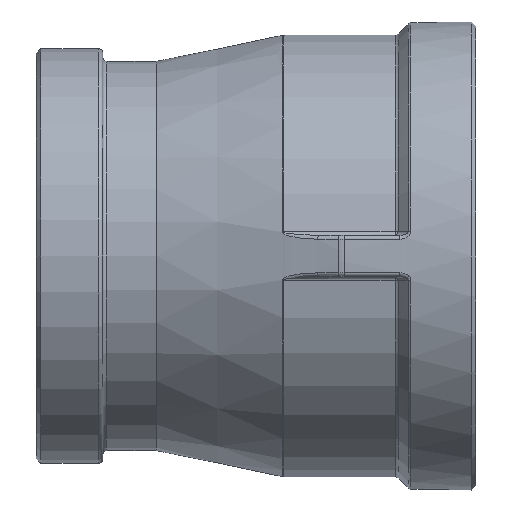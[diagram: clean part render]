
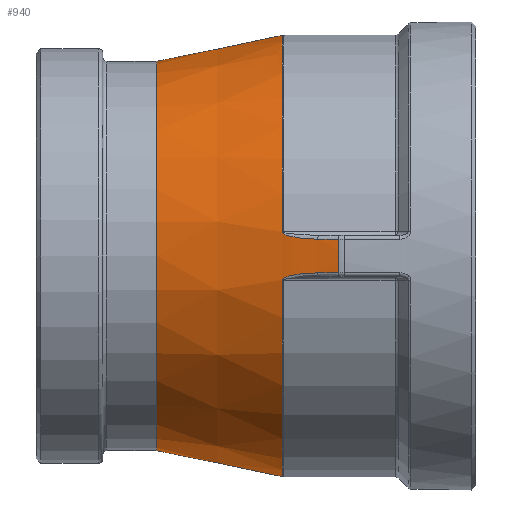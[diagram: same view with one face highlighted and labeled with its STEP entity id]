
A CAD part, left-side view. The second image highlights one B-rep face of the part: STEP entity #940.
In plain terms, the highlighted conical face has half-angle 12.024 degrees and reference radius 25.125 mm.
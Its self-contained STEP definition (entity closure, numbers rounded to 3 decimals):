
#20=LINE('',#1486,#44);
#26=LINE('',#1669,#50);
#34=LINE('',#1867,#58);
#38=LINE('',#2027,#62);
#44=VECTOR('',#1135,2.543);
#50=VECTOR('',#1175,2.543);
#58=VECTOR('',#1227,2.543);
#62=VECTOR('',#1261,2.543);
#68=B_SPLINE_CURVE_WITH_KNOTS('',3,(#1454,#1455,#1456,#1457,#1458,#1459,
#1460,#1461),.UNSPECIFIED.,.F.,.F.,(4,1,1,1,1,4),(0.,0.033,
0.066,0.132,0.263,0.461),
 .UNSPECIFIED.);
#74=B_SPLINE_CURVE_WITH_KNOTS('',3,(#1727,#1728,#1729,#1730,#1731,#1732,
#1733,#1734,#1735),.UNSPECIFIED.,.F.,.F.,(4,1,1,1,1,1,4),(0.,0.132,
0.198,0.33,0.396,0.429,
0.462),.UNSPECIFIED.);
#79=B_SPLINE_CURVE_WITH_KNOTS('',3,(#1836,#1837,#1838,#1839,#1840,#1841,
#1842),.UNSPECIFIED.,.F.,.F.,(4,1,1,1,4),(0.,0.033,0.066,
0.198,0.461),.UNSPECIFIED.);
#83=B_SPLINE_CURVE_WITH_KNOTS('',3,(#2085,#2086,#2087,#2088,#2089,#2090,
#2091,#2092,#2093),.UNSPECIFIED.,.F.,.F.,(4,1,1,1,1,1,4),(0.,
0.132,0.198,0.33,0.396,0.429,
0.462),.UNSPECIFIED.);
#141=CONICAL_SURFACE('',#1064,25.125,12.024);
#156=FACE_BOUND('',#307,.T.);
#225=FACE_OUTER_BOUND('',#306,.T.);
#306=EDGE_LOOP('',(#839,#840,#841,#842,#843,#844,#845,#846,#847,#848,#849,
#850));
#307=EDGE_LOOP('',(#851));
#355=CIRCLE('',#997,26.739);
#363=CIRCLE('',#1011,28.177);
#382=CIRCLE('',#1034,26.739);
#386=CIRCLE('',#1043,28.177);
#397=CIRCLE('',#1065,23.511);
#416=VERTEX_POINT('',#1440);
#419=VERTEX_POINT('',#1452);
#420=VERTEX_POINT('',#1482);
#434=VERTEX_POINT('',#1640);
#436=VERTEX_POINT('',#1665);
#438=VERTEX_POINT('',#1715);
#451=VERTEX_POINT('',#1785);
#452=VERTEX_POINT('',#1823);
#455=VERTEX_POINT('',#1834);
#456=VERTEX_POINT('',#1863);
#465=VERTEX_POINT('',#2023);
#467=VERTEX_POINT('',#2073);
#477=VERTEX_POINT('',#2247);
#499=EDGE_CURVE('',#419,#416,#68,.T.);
#502=EDGE_CURVE('',#416,#420,#20,.T.);
#526=EDGE_CURVE('',#434,#436,#26,.T.);
#529=EDGE_CURVE('',#436,#438,#74,.T.);
#531=EDGE_CURVE('',#438,#419,#355,.T.);
#548=EDGE_CURVE('',#420,#451,#363,.T.);
#553=EDGE_CURVE('',#455,#452,#79,.T.);
#556=EDGE_CURVE('',#452,#456,#34,.T.);
#574=EDGE_CURVE('',#451,#465,#38,.T.);
#577=EDGE_CURVE('',#465,#467,#83,.T.);
#579=EDGE_CURVE('',#467,#455,#382,.T.);
#588=EDGE_CURVE('',#456,#434,#386,.T.);
#605=EDGE_CURVE('',#477,#477,#397,.T.);
#839=ORIENTED_EDGE('',*,*,#526,.F.);
#840=ORIENTED_EDGE('',*,*,#588,.F.);
#841=ORIENTED_EDGE('',*,*,#556,.F.);
#842=ORIENTED_EDGE('',*,*,#553,.F.);
#843=ORIENTED_EDGE('',*,*,#579,.F.);
#844=ORIENTED_EDGE('',*,*,#577,.F.);
#845=ORIENTED_EDGE('',*,*,#574,.F.);
#846=ORIENTED_EDGE('',*,*,#548,.F.);
#847=ORIENTED_EDGE('',*,*,#502,.F.);
#848=ORIENTED_EDGE('',*,*,#499,.F.);
#849=ORIENTED_EDGE('',*,*,#531,.F.);
#850=ORIENTED_EDGE('',*,*,#529,.F.);
#851=ORIENTED_EDGE('',*,*,#605,.F.);
#940=ADVANCED_FACE('',(#225,#156),#141,.T.);
#997=AXIS2_PLACEMENT_3D('',#1738,#1182,#1183);
#1011=AXIS2_PLACEMENT_3D('',#1786,#1216,#1217);
#1034=AXIS2_PLACEMENT_3D('',#2096,#1268,#1269);
#1043=AXIS2_PLACEMENT_3D('',#2117,#1290,#1291);
#1064=AXIS2_PLACEMENT_3D('',#2246,#1332,#1333);
#1065=AXIS2_PLACEMENT_3D('',#2248,#1334,#1335);
#1135=DIRECTION('',(0.209,-0.978,0.));
#1175=DIRECTION('',(0.209,0.978,0.));
#1182=DIRECTION('center_axis',(0.,-1.,0.));
#1183=DIRECTION('ref_axis',(0.,0.,-1.));
#1216=DIRECTION('center_axis',(0.,-1.,0.));
#1217=DIRECTION('ref_axis',(1.,0.,0.));
#1227=DIRECTION('',(-0.209,-0.978,0.));
#1261=DIRECTION('',(-0.209,0.978,0.));
#1268=DIRECTION('center_axis',(0.,-1.,0.));
#1269=DIRECTION('ref_axis',(0.,0.,1.));
#1290=DIRECTION('center_axis',(0.,-1.,0.));
#1291=DIRECTION('ref_axis',(-1.,0.,0.));
#1332=DIRECTION('center_axis',(0.,-1.,0.));
#1333=DIRECTION('ref_axis',(1.,0.,0.));
#1334=DIRECTION('center_axis',(0.,1.,0.));
#1335=DIRECTION('ref_axis',(-1.,0.,0.));
#1440=CARTESIAN_POINT('',(27.572,-7.459,-2.036));
#1452=CARTESIAN_POINT('',(26.576,-3.196,-2.944));
#1454=CARTESIAN_POINT('Ctrl Pts',(26.576,-3.196,-2.944));
#1455=CARTESIAN_POINT('Ctrl Pts',(26.589,-3.196,-2.833));
#1456=CARTESIAN_POINT('Ctrl Pts',(26.641,-3.361,-2.666));
#1457=CARTESIAN_POINT('Ctrl Pts',(26.741,-3.741,-2.477));
#1458=CARTESIAN_POINT('Ctrl Pts',(26.915,-4.47,-2.268));
#1459=CARTESIAN_POINT('Ctrl Pts',(27.201,-5.739,-2.085));
#1460=CARTESIAN_POINT('Ctrl Pts',(27.434,-6.815,-2.036));
#1461=CARTESIAN_POINT('Ctrl Pts',(27.572,-7.459,-2.036));
#1482=CARTESIAN_POINT('',(28.103,-9.946,-2.035));
#1486=CARTESIAN_POINT('',(27.572,-7.459,-2.036));
#1640=CARTESIAN_POINT('',(-28.103,-9.946,-2.035));
#1665=CARTESIAN_POINT('',(-27.572,-7.459,-2.036));
#1669=CARTESIAN_POINT('',(-28.103,-9.946,-2.035));
#1715=CARTESIAN_POINT('',(-26.576,-3.196,-2.944));
#1727=CARTESIAN_POINT('Ctrl Pts',(-27.572,-7.459,-2.036));
#1728=CARTESIAN_POINT('Ctrl Pts',(-27.48,-7.029,-2.036));
#1729=CARTESIAN_POINT('Ctrl Pts',(-27.337,-6.366,-2.057));
#1730=CARTESIAN_POINT('Ctrl Pts',(-27.109,-5.33,-2.145));
#1731=CARTESIAN_POINT('Ctrl Pts',(-26.919,-4.486,-2.264));
#1732=CARTESIAN_POINT('Ctrl Pts',(-26.741,-3.741,-2.477));
#1733=CARTESIAN_POINT('Ctrl Pts',(-26.642,-3.363,-2.665));
#1734=CARTESIAN_POINT('Ctrl Pts',(-26.589,-3.196,-2.832));
#1735=CARTESIAN_POINT('Ctrl Pts',(-26.576,-3.196,-2.944));
#1738=CARTESIAN_POINT('Origin',(0.,-3.196,
0.));
#1785=CARTESIAN_POINT('',(28.103,-9.946,2.035));
#1786=CARTESIAN_POINT('Origin',(0.,-9.946,0.));
#1823=CARTESIAN_POINT('',(-27.572,-7.459,2.036));
#1834=CARTESIAN_POINT('',(-26.576,-3.196,2.944));
#1836=CARTESIAN_POINT('Ctrl Pts',(-26.576,-3.196,2.944));
#1837=CARTESIAN_POINT('Ctrl Pts',(-26.589,-3.196,2.833));
#1838=CARTESIAN_POINT('Ctrl Pts',(-26.641,-3.36,2.665));
#1839=CARTESIAN_POINT('Ctrl Pts',(-26.791,-3.936,2.386));
#1840=CARTESIAN_POINT('Ctrl Pts',(-27.109,-5.316,2.109));
#1841=CARTESIAN_POINT('Ctrl Pts',(-27.389,-6.6,2.036));
#1842=CARTESIAN_POINT('Ctrl Pts',(-27.572,-7.459,2.036));
#1863=CARTESIAN_POINT('',(-28.103,-9.946,2.035));
#1867=CARTESIAN_POINT('',(-27.572,-7.459,2.036));
#2023=CARTESIAN_POINT('',(27.572,-7.459,2.036));
#2027=CARTESIAN_POINT('',(28.103,-9.946,2.035));
#2073=CARTESIAN_POINT('',(26.576,-3.196,2.944));
#2085=CARTESIAN_POINT('Ctrl Pts',(27.572,-7.459,2.036));
#2086=CARTESIAN_POINT('Ctrl Pts',(27.48,-7.029,2.036));
#2087=CARTESIAN_POINT('Ctrl Pts',(27.337,-6.366,2.057));
#2088=CARTESIAN_POINT('Ctrl Pts',(27.109,-5.33,2.145));
#2089=CARTESIAN_POINT('Ctrl Pts',(26.919,-4.486,2.264));
#2090=CARTESIAN_POINT('Ctrl Pts',(26.741,-3.741,2.477));
#2091=CARTESIAN_POINT('Ctrl Pts',(26.642,-3.363,2.665));
#2092=CARTESIAN_POINT('Ctrl Pts',(26.589,-3.196,2.832));
#2093=CARTESIAN_POINT('Ctrl Pts',(26.576,-3.196,2.944));
#2096=CARTESIAN_POINT('Origin',(0.,-3.196,
0.));
#2117=CARTESIAN_POINT('Origin',(0.,-9.946,0.));
#2246=CARTESIAN_POINT('Origin',(0.,4.382,0.));
#2247=CARTESIAN_POINT('',(23.511,11.959,0.));
#2248=CARTESIAN_POINT('Origin',(0.,11.959,0.));
